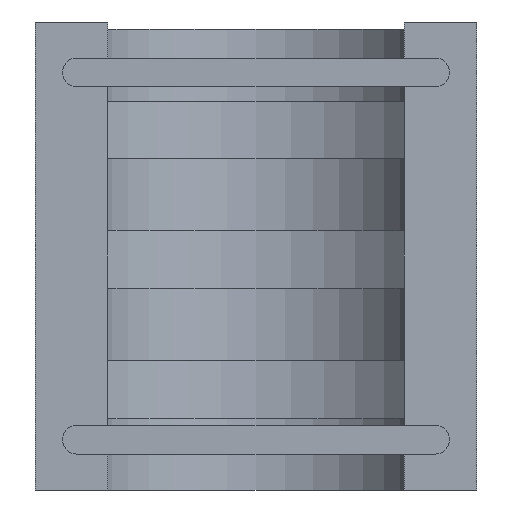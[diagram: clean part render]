
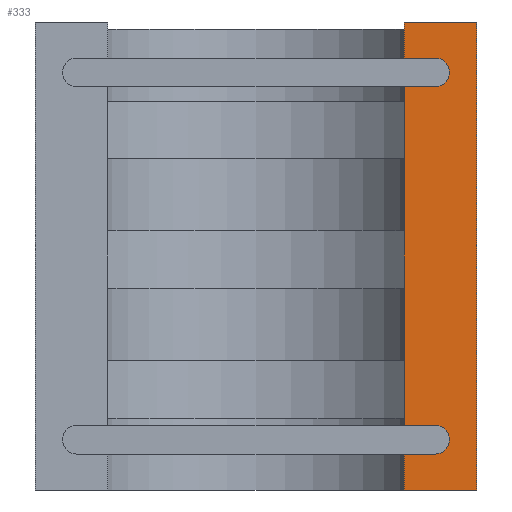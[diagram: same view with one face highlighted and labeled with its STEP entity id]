
A CAD part, left-side view. The second image highlights one B-rep face of the part: STEP entity #333.
In plain terms, the highlighted planar face has unit normal (-1, 0, 0).
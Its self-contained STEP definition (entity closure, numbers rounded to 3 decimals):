
#333=ADVANCED_FACE('',(#1817),#1819,.F.);
#1817=FACE_BOUND('',#1818,.T.);
#1818=EDGE_LOOP('',(#2995,#2996,#2997,#2998,#2999,#3000,#3001,#3002,#3003,#3004,
#3005,#3006));
#1819=PLANE('',#1820);
#1820=AXIS2_PLACEMENT_3D('',#1821,#1822,#1823);
#1821=CARTESIAN_POINT('',(0.,0.,0.));
#1822=DIRECTION('',(1.,0.,0.));
#1823=DIRECTION('',(0.,1.,0.));
#2995=ORIENTED_EDGE('',*,*,#3727,.T.);
#2996=ORIENTED_EDGE('',*,*,#3751,.T.);
#2997=ORIENTED_EDGE('',*,*,#3729,.T.);
#2998=ORIENTED_EDGE('',*,*,#3711,.F.);
#2999=ORIENTED_EDGE('',*,*,#3698,.F.);
#3000=ORIENTED_EDGE('',*,*,#3750,.F.);
#3001=ORIENTED_EDGE('',*,*,#3719,.F.);
#3002=ORIENTED_EDGE('',*,*,#3709,.F.);
#3003=ORIENTED_EDGE('',*,*,#3737,.T.);
#3004=ORIENTED_EDGE('',*,*,#3752,.T.);
#3005=ORIENTED_EDGE('',*,*,#3739,.T.);
#3006=ORIENTED_EDGE('',*,*,#3706,.F.);
#3698=EDGE_CURVE('',#4125,#4127,#4128,.T.);
#3706=EDGE_CURVE('',#4139,#4141,#4142,.T.);
#3709=EDGE_CURVE('',#4144,#4146,#4147,.T.);
#3711=EDGE_CURVE('',#4127,#4149,#4150,.T.);
#3719=EDGE_CURVE('',#4146,#4164,#4165,.T.);
#3727=EDGE_CURVE('',#4139,#4177,#4179,.T.);
#3729=EDGE_CURVE('',#4182,#4149,#4183,.T.);
#3737=EDGE_CURVE('',#4144,#4195,#4197,.T.);
#3739=EDGE_CURVE('',#4200,#4141,#4201,.T.);
#3750=EDGE_CURVE('',#4164,#4125,#4214,.T.);
#3751=EDGE_CURVE('',#4177,#4182,#4215,.F.);
#3752=EDGE_CURVE('',#4195,#4200,#4216,.F.);
#4125=VERTEX_POINT('',#4840);
#4127=VERTEX_POINT('',#4844);
#4128=LINE('',#4845,#4846);
#4139=VERTEX_POINT('',#4870);
#4141=VERTEX_POINT('',#4874);
#4142=LINE('',#4875,#4876);
#4144=VERTEX_POINT('',#4881);
#4146=VERTEX_POINT('',#4885);
#4147=LINE('',#4886,#4887);
#4149=VERTEX_POINT('',#4892);
#4150=LINE('',#4893,#4894);
#4164=VERTEX_POINT('',#4923);
#4165=LINE('',#4924,#4925);
#4177=VERTEX_POINT('',#4951);
#4179=LINE('',#4955,#4956);
#4182=VERTEX_POINT('',#4962);
#4183=LINE('',#4963,#4964);
#4195=VERTEX_POINT('',#4989);
#4197=LINE('',#4993,#4994);
#4200=VERTEX_POINT('',#5000);
#4201=LINE('',#5001,#5002);
#4214=LINE('',#5036,#5037);
#4215=CIRCLE('',#5039,8.);
#4216=CIRCLE('',#5043,8.);
#4840=CARTESIAN_POINT('',(0.,-122.5,0.));
#4844=CARTESIAN_POINT('',(0.,-82.5,0.));
#4845=CARTESIAN_POINT('',(0.,-122.5,0.));
#4846=VECTOR('',#4847,1.);
#4847=DIRECTION('',(0.,1.,0.));
#4870=CARTESIAN_POINT('',(0.,-82.5,36.));
#4874=CARTESIAN_POINT('',(0.,-82.5,224.));
#4875=CARTESIAN_POINT('',(0.,-82.5,36.));
#4876=VECTOR('',#4877,1.);
#4877=DIRECTION('',(0.,0.,1.));
#4881=CARTESIAN_POINT('',(0.,-82.5,240.));
#4885=CARTESIAN_POINT('',(0.,-82.5,260.));
#4886=CARTESIAN_POINT('',(0.,-82.5,240.));
#4887=VECTOR('',#4888,1.);
#4888=DIRECTION('',(0.,0.,1.));
#4892=CARTESIAN_POINT('',(0.,-82.5,20.));
#4893=CARTESIAN_POINT('',(0.,-82.5,0.));
#4894=VECTOR('',#4895,1.);
#4895=DIRECTION('',(0.,0.,1.));
#4923=CARTESIAN_POINT('',(0.,-122.5,260.));
#4924=CARTESIAN_POINT('',(0.,-82.5,260.));
#4925=VECTOR('',#4926,1.);
#4926=DIRECTION('',(0.,-1.,0.));
#4951=CARTESIAN_POINT('',(0.,-99.5,36.));
#4955=CARTESIAN_POINT('',(0.,-82.5,36.));
#4956=VECTOR('',#4957,1.);
#4957=DIRECTION('',(0.,-1.,0.));
#4962=CARTESIAN_POINT('',(0.,-99.5,20.));
#4963=CARTESIAN_POINT('',(0.,-99.5,20.));
#4964=VECTOR('',#4965,1.);
#4965=DIRECTION('',(0.,1.,0.));
#4989=CARTESIAN_POINT('',(0.,-99.5,240.));
#4993=CARTESIAN_POINT('',(0.,-82.5,240.));
#4994=VECTOR('',#4995,1.);
#4995=DIRECTION('',(0.,-1.,0.));
#5000=CARTESIAN_POINT('',(0.,-99.5,224.));
#5001=CARTESIAN_POINT('',(0.,-99.5,224.));
#5002=VECTOR('',#5003,1.);
#5003=DIRECTION('',(0.,1.,0.));
#5036=CARTESIAN_POINT('',(0.,-122.5,260.));
#5037=VECTOR('',#5038,1.);
#5038=DIRECTION('',(0.,0.,-1.));
#5039=AXIS2_PLACEMENT_3D('',#5040,#5041,#5042);
#5040=CARTESIAN_POINT('',(0.,-99.5,28.));
#5041=DIRECTION('',(-1.,0.,0.));
#5042=DIRECTION('',(0.,0.,-1.));
#5043=AXIS2_PLACEMENT_3D('',#5044,#5045,#5046);
#5044=CARTESIAN_POINT('',(0.,-99.5,232.));
#5045=DIRECTION('',(-1.,0.,0.));
#5046=DIRECTION('',(0.,0.,-1.));
